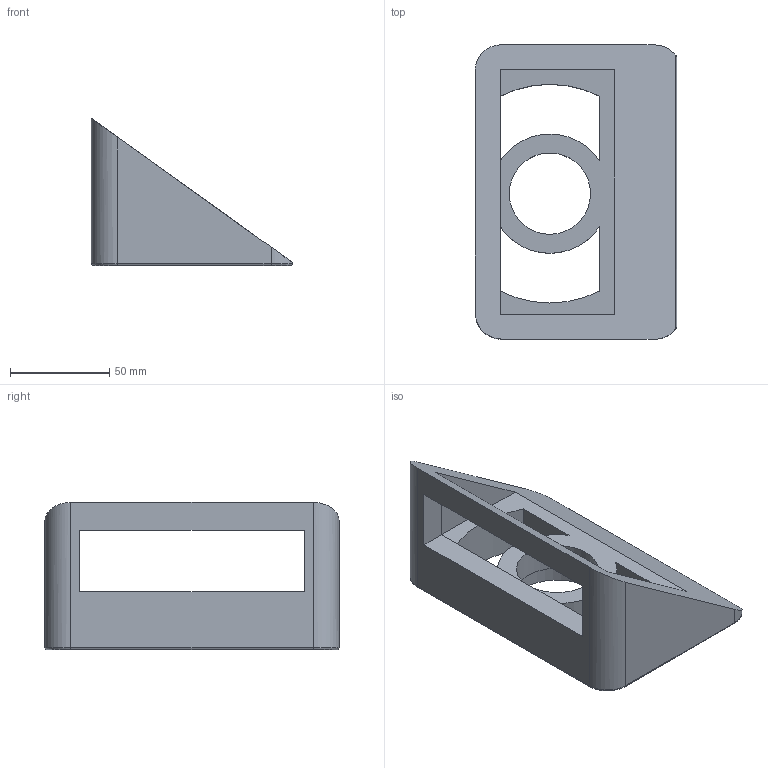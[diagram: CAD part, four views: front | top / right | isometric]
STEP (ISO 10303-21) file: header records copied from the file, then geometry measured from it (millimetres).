
FILE_DESCRIPTION(/* description */ (''),/* implementation_level */ '2;1');
FILE_NAME(/* name */ 'WaterLevel_Top v10.step',/* time_stamp */ '2023-11-28T13:07:55-05:00',/* author */ (''),/* organization */ (''),/* preprocessor_version */ 'ST-DEVELOPER v20',/* originating_system */ 'Autodesk Translation Framework v12.14.0.127',/* authorisation */ '');
FILE_SCHEMA (('AUTOMOTIVE_DESIGN { 1 0 10303 214 3 1 1 }'));
Length unit declared in the file: millimetre
Products named in the file (1): WaterLevel_Top
Bounding box: 101.28 x 148 x 74 mm (x, y, z)
Volume: 270109.5 mm3; surface area: 57035.2 mm2
Topology: 1 solids, 1 shells, 34 faces, 90 edges, 58 vertices
Faces by surface type: plane 16, cylinder 14, torus 4
Full cylindrical faces by diameter (mm): 40.894 x1, 48.514 x1
Entity records: 1141 total; most frequent: CARTESIAN_POINT 227, DIRECTION 186, ORIENTED_EDGE 180, EDGE_CURVE 90, AXIS2_PLACEMENT_3D 65, VERTEX_POINT 58, LINE 56, VECTOR 56
